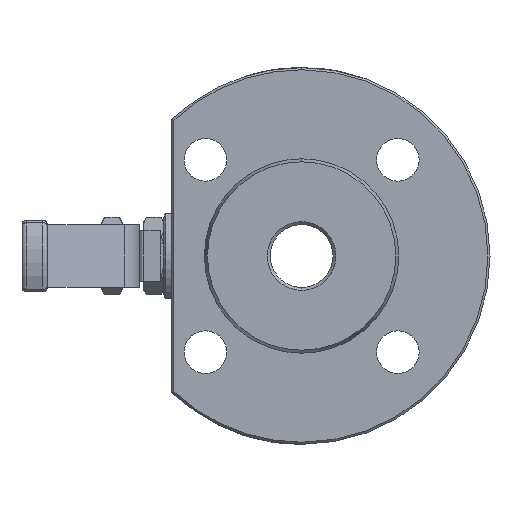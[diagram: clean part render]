
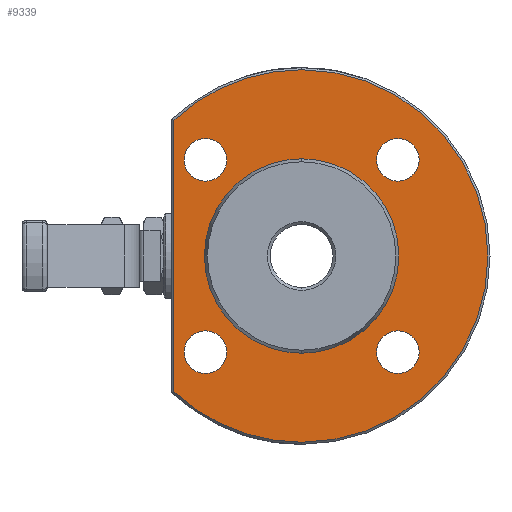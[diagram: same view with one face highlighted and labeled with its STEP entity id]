
A CAD part, left-side view. The second image highlights one B-rep face of the part: STEP entity #9339.
In plain terms, the highlighted planar face has unit normal (-1, 0, 0).
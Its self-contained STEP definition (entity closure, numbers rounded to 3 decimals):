
#85 = CIRCLE ( 'NONE', #6062, 44.5 ) ;
#104 = VERTEX_POINT ( 'NONE', #3898 ) ;
#139 = AXIS2_PLACEMENT_3D ( 'NONE', #12742, #6448, #10671 ) ;
#204 = DIRECTION ( 'NONE',  ( -1., 0., 0. ) ) ;
#432 = DIRECTION ( 'NONE',  ( 0., 0., 1. ) ) ;
#543 = AXIS2_PLACEMENT_3D ( 'NONE', #3247, #204, #6482 ) ;
#606 = DIRECTION ( 'NONE',  ( -1., 0., 0. ) ) ;
#622 = DIRECTION ( 'NONE',  ( -1., 0., 0. ) ) ;
#637 = ORIENTED_EDGE ( 'NONE', *, *, #8007, .F. ) ;
#851 = AXIS2_PLACEMENT_3D ( 'NONE', #8957, #606, #6678 ) ;
#942 = CARTESIAN_POINT ( 'NONE',  ( -15.5, 22.981, 22.981 ) ) ;
#1010 = FACE_OUTER_BOUND ( 'NONE', #8358, .T. ) ;
#1264 = CARTESIAN_POINT ( 'NONE',  ( -15.5, 22.981, -17.881 ) ) ;
#1328 = VERTEX_POINT ( 'NONE', #5103 ) ;
#1431 = ORIENTED_EDGE ( 'NONE', *, *, #11237, .F. ) ;
#1507 = DIRECTION ( 'NONE',  ( 0., 0., 1. ) ) ;
#1581 = ORIENTED_EDGE ( 'NONE', *, *, #3338, .F. ) ;
#1621 = CIRCLE ( 'NONE', #8219, 23.228 ) ;
#1768 = VERTEX_POINT ( 'NONE', #7707 ) ;
#1822 = DIRECTION ( 'NONE',  ( -1., 0., 0. ) ) ;
#1840 = CIRCLE ( 'NONE', #10891, 5.1 ) ;
#2757 = CARTESIAN_POINT ( 'NONE',  ( -15.5, 0., 44.5 ) ) ;
#2808 = VERTEX_POINT ( 'NONE', #12745 ) ;
#2862 = CARTESIAN_POINT ( 'NONE',  ( -15.5, 22.981, -22.981 ) ) ;
#2928 = EDGE_CURVE ( 'NONE', #4019, #11863, #10264, .T. ) ;
#3082 = FACE_BOUND ( 'NONE', #4039, .T. ) ;
#3101 = DIRECTION ( 'NONE',  ( -1., 0., 0. ) ) ;
#3125 = DIRECTION ( 'NONE',  ( 0., 0., 1. ) ) ;
#3167 = EDGE_LOOP ( 'NONE', ( #1581, #3290 ) ) ;
#3209 = CIRCLE ( 'NONE', #12028, 5.1 ) ;
#3214 = VERTEX_POINT ( 'NONE', #11623 ) ;
#3247 = CARTESIAN_POINT ( 'NONE',  ( -15.5, 0., 0. ) ) ;
#3290 = ORIENTED_EDGE ( 'NONE', *, *, #12083, .F. ) ;
#3338 = EDGE_CURVE ( 'NONE', #7865, #9832, #3209, .T. ) ;
#3381 = EDGE_CURVE ( 'NONE', #9468, #1328, #85, .T. ) ;
#3444 = DIRECTION ( 'NONE',  ( -1., 0., 0. ) ) ;
#3454 = DIRECTION ( 'NONE',  ( 0., 0., 1. ) ) ;
#3596 = EDGE_CURVE ( 'NONE', #8867, #1768, #12094, .T. ) ;
#3633 = CARTESIAN_POINT ( 'NONE',  ( -15.5, 30.5, -31.926 ) ) ;
#3765 = ORIENTED_EDGE ( 'NONE', *, *, #2928, .F. ) ;
#3788 = CIRCLE ( 'NONE', #5567, 5.1 ) ;
#3898 = CARTESIAN_POINT ( 'NONE',  ( -15.5, 22.981, 17.881 ) ) ;
#3996 = CIRCLE ( 'NONE', #11722, 5.1 ) ;
#4019 = VERTEX_POINT ( 'NONE', #4139 ) ;
#4039 = EDGE_LOOP ( 'NONE', ( #13397, #1431 ) ) ;
#4139 = CARTESIAN_POINT ( 'NONE',  ( -15.5, -22.981, -17.881 ) ) ;
#4197 = VERTEX_POINT ( 'NONE', #9296 ) ;
#4428 = EDGE_CURVE ( 'NONE', #1768, #9468, #13088, .T. ) ;
#4696 = EDGE_CURVE ( 'NONE', #11863, #4019, #7857, .T. ) ;
#4707 = DIRECTION ( 'NONE',  ( -1., 0., 0. ) ) ;
#4875 = CARTESIAN_POINT ( 'NONE',  ( -15.5, -22.981, 22.981 ) ) ;
#5054 = CARTESIAN_POINT ( 'NONE',  ( -15.5, -22.981, -22.981 ) ) ;
#5103 = CARTESIAN_POINT ( 'NONE',  ( -15.5, 0., -44.5 ) ) ;
#5124 = ORIENTED_EDGE ( 'NONE', *, *, #7408, .F. ) ;
#5196 = CARTESIAN_POINT ( 'NONE',  ( -15.5, -22.981, 28.081 ) ) ;
#5394 = EDGE_CURVE ( 'NONE', #1328, #8867, #6078, .T. ) ;
#5431 = AXIS2_PLACEMENT_3D ( 'NONE', #5054, #10376, #3125 ) ;
#5567 = AXIS2_PLACEMENT_3D ( 'NONE', #942, #10408, #8476 ) ;
#5634 = CARTESIAN_POINT ( 'NONE',  ( -15.5, 30.5, -32.404 ) ) ;
#6062 = AXIS2_PLACEMENT_3D ( 'NONE', #12556, #3101, #6268 ) ;
#6078 = CIRCLE ( 'NONE', #139, 44.5 ) ;
#6112 = CARTESIAN_POINT ( 'NONE',  ( -15.5, 23.228, 0. ) ) ;
#6268 = DIRECTION ( 'NONE',  ( 0., 0., 1. ) ) ;
#6280 = CARTESIAN_POINT ( 'NONE',  ( -15.5, 22.981, 28.081 ) ) ;
#6375 = ORIENTED_EDGE ( 'NONE', *, *, #5394, .T. ) ;
#6382 = FACE_BOUND ( 'NONE', #9492, .T. ) ;
#6448 = DIRECTION ( 'NONE',  ( -1., 0., 0. ) ) ;
#6482 = DIRECTION ( 'NONE',  ( 0., 0., 1. ) ) ;
#6520 = VERTEX_POINT ( 'NONE', #5196 ) ;
#6642 = ORIENTED_EDGE ( 'NONE', *, *, #12979, .F. ) ;
#6678 = DIRECTION ( 'NONE',  ( 0., 0., 1. ) ) ;
#6728 = CARTESIAN_POINT ( 'NONE',  ( -15.5, -22.981, -22.981 ) ) ;
#6735 = EDGE_CURVE ( 'NONE', #104, #8670, #7387, .T. ) ;
#6964 = CARTESIAN_POINT ( 'NONE',  ( -15.5, 22.981, -28.081 ) ) ;
#7130 = CIRCLE ( 'NONE', #7803, 5.1 ) ;
#7214 = ORIENTED_EDGE ( 'NONE', *, *, #3596, .T. ) ;
#7215 = FACE_BOUND ( 'NONE', #3167, .T. ) ;
#7387 = CIRCLE ( 'NONE', #9833, 5.1 ) ;
#7408 = EDGE_CURVE ( 'NONE', #2808, #3214, #1621, .T. ) ;
#7707 = CARTESIAN_POINT ( 'NONE',  ( -15.5, 30.5, 32.404 ) ) ;
#7803 = AXIS2_PLACEMENT_3D ( 'NONE', #2862, #1822, #3454 ) ;
#7857 = CIRCLE ( 'NONE', #5431, 5.1 ) ;
#7865 = VERTEX_POINT ( 'NONE', #6964 ) ;
#7887 = CARTESIAN_POINT ( 'NONE',  ( -15.5, 22.981, 22.981 ) ) ;
#7908 = DIRECTION ( 'NONE',  ( -1., 0., 0. ) ) ;
#7936 = ORIENTED_EDGE ( 'NONE', *, *, #4696, .F. ) ;
#8007 = EDGE_CURVE ( 'NONE', #6520, #4197, #1840, .T. ) ;
#8219 = AXIS2_PLACEMENT_3D ( 'NONE', #13608, #9410, #8577 ) ;
#8358 = EDGE_LOOP ( 'NONE', ( #9757, #6375, #7214, #11708 ) ) ;
#8476 = DIRECTION ( 'NONE',  ( 0., 0., 1. ) ) ;
#8536 = PLANE ( 'NONE',  #11965 ) ;
#8577 = DIRECTION ( 'NONE',  ( 0., 0., 1. ) ) ;
#8670 = VERTEX_POINT ( 'NONE', #6280 ) ;
#8867 = VERTEX_POINT ( 'NONE', #2757 ) ;
#8957 = CARTESIAN_POINT ( 'NONE',  ( -15.5, 0., 0. ) ) ;
#9092 = DIRECTION ( 'NONE',  ( -1., 0., 0. ) ) ;
#9270 = EDGE_LOOP ( 'NONE', ( #7936, #3765 ) ) ;
#9296 = CARTESIAN_POINT ( 'NONE',  ( -15.5, -22.981, 17.881 ) ) ;
#9339 = ADVANCED_FACE ( 'NONE', ( #6382, #3082, #9565, #10477, #7215, #1010 ), #8536, .T. ) ;
#9359 = CIRCLE ( 'NONE', #543, 23.228 ) ;
#9410 = DIRECTION ( 'NONE',  ( -1., 0., 0. ) ) ;
#9435 = DIRECTION ( 'NONE',  ( -1., 0., 0. ) ) ;
#9468 = VERTEX_POINT ( 'NONE', #5634 ) ;
#9492 = EDGE_LOOP ( 'NONE', ( #6642, #5124 ) ) ;
#9565 = FACE_BOUND ( 'NONE', #11779, .T. ) ;
#9757 = ORIENTED_EDGE ( 'NONE', *, *, #3381, .T. ) ;
#9828 = AXIS2_PLACEMENT_3D ( 'NONE', #6728, #7908, #9979 ) ;
#9832 = VERTEX_POINT ( 'NONE', #1264 ) ;
#9833 = AXIS2_PLACEMENT_3D ( 'NONE', #7887, #4707, #432 ) ;
#9979 = DIRECTION ( 'NONE',  ( 0., 0., 1. ) ) ;
#10125 = ORIENTED_EDGE ( 'NONE', *, *, #10228, .F. ) ;
#10228 = EDGE_CURVE ( 'NONE', #4197, #6520, #3996, .T. ) ;
#10264 = CIRCLE ( 'NONE', #9828, 5.1 ) ;
#10376 = DIRECTION ( 'NONE',  ( -1., 0., 0. ) ) ;
#10408 = DIRECTION ( 'NONE',  ( -1., 0., 0. ) ) ;
#10477 = FACE_BOUND ( 'NONE', #9270, .T. ) ;
#10671 = DIRECTION ( 'NONE',  ( 0., 0., 1. ) ) ;
#10891 = AXIS2_PLACEMENT_3D ( 'NONE', #12896, #3444, #1507 ) ;
#11087 = DIRECTION ( 'NONE',  ( 0., 0., -1. ) ) ;
#11097 = VECTOR ( 'NONE', #11087, 1000. ) ;
#11180 = CARTESIAN_POINT ( 'NONE',  ( -15.5, 22.981, -22.981 ) ) ;
#11237 = EDGE_CURVE ( 'NONE', #8670, #104, #3788, .T. ) ;
#11361 = DIRECTION ( 'NONE',  ( 0., 0., 1. ) ) ;
#11623 = CARTESIAN_POINT ( 'NONE',  ( -15.5, 0., -23.228 ) ) ;
#11708 = ORIENTED_EDGE ( 'NONE', *, *, #4428, .T. ) ;
#11722 = AXIS2_PLACEMENT_3D ( 'NONE', #4875, #9092, #13299 ) ;
#11779 = EDGE_LOOP ( 'NONE', ( #10125, #637 ) ) ;
#11863 = VERTEX_POINT ( 'NONE', #12291 ) ;
#11965 = AXIS2_PLACEMENT_3D ( 'NONE', #6112, #9435, #11361 ) ;
#12028 = AXIS2_PLACEMENT_3D ( 'NONE', #11180, #622, #13246 ) ;
#12083 = EDGE_CURVE ( 'NONE', #9832, #7865, #7130, .T. ) ;
#12094 = CIRCLE ( 'NONE', #851, 44.5 ) ;
#12291 = CARTESIAN_POINT ( 'NONE',  ( -15.5, -22.981, -28.081 ) ) ;
#12556 = CARTESIAN_POINT ( 'NONE',  ( -15.5, 0., 0. ) ) ;
#12742 = CARTESIAN_POINT ( 'NONE',  ( -15.5, 0., 0. ) ) ;
#12745 = CARTESIAN_POINT ( 'NONE',  ( -15.5, 0., 23.228 ) ) ;
#12896 = CARTESIAN_POINT ( 'NONE',  ( -15.5, -22.981, 22.981 ) ) ;
#12979 = EDGE_CURVE ( 'NONE', #3214, #2808, #9359, .T. ) ;
#13088 = LINE ( 'NONE', #3633, #11097 ) ;
#13246 = DIRECTION ( 'NONE',  ( 0., 0., 1. ) ) ;
#13299 = DIRECTION ( 'NONE',  ( 0., 0., 1. ) ) ;
#13397 = ORIENTED_EDGE ( 'NONE', *, *, #6735, .F. ) ;
#13608 = CARTESIAN_POINT ( 'NONE',  ( -15.5, 0., 0. ) ) ;
